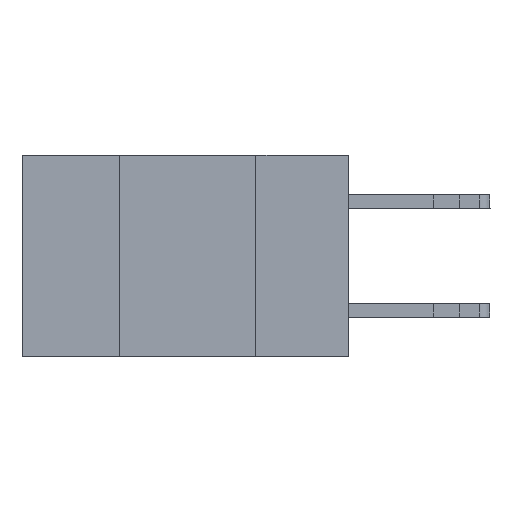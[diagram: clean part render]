
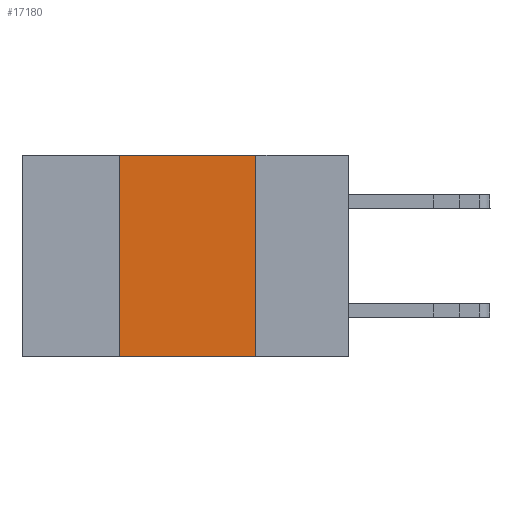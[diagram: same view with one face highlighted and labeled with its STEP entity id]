
A CAD part, left-side view. The second image highlights one B-rep face of the part: STEP entity #17180.
In plain terms, the highlighted planar face has unit normal (-1, 0, 0).
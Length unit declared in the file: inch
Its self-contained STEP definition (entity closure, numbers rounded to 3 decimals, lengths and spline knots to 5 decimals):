
#220 = CARTESIAN_POINT ( 'NONE',  ( 0., 0.6, -0.37 ) ) ;
#239 = VERTEX_POINT ( 'NONE', #19243 ) ;
#364 = CARTESIAN_POINT ( 'NONE',  ( 0., 0.42, -0.37 ) ) ;
#381 = EDGE_CURVE ( 'NONE', #5162, #17949, #13613, .T. ) ;
#1318 = VERTEX_POINT ( 'NONE', #10056 ) ;
#1916 = DIRECTION ( 'NONE',  ( 0., -1., 0. ) ) ;
#2019 = PLANE ( 'NONE',  #2904 ) ;
#2904 = AXIS2_PLACEMENT_3D ( 'NONE', #9039, #5747, #10777 ) ;
#3099 = ORIENTED_EDGE ( 'NONE', *, *, #7613, .F. ) ;
#3179 = CARTESIAN_POINT ( 'NONE',  ( 0., 0.42, 0. ) ) ;
#4117 = CARTESIAN_POINT ( 'NONE',  ( 0., 0.17, -0.37 ) ) ;
#5052 = ORIENTED_EDGE ( 'NONE', *, *, #10309, .F. ) ;
#5162 = VERTEX_POINT ( 'NONE', #8043 ) ;
#5747 = DIRECTION ( 'NONE',  ( 1., 0., 0. ) ) ;
#5789 = ORIENTED_EDGE ( 'NONE', *, *, #6605, .T. ) ;
#6298 = ORIENTED_EDGE ( 'NONE', *, *, #381, .F. ) ;
#6605 = EDGE_CURVE ( 'NONE', #5162, #1318, #13679, .T. ) ;
#7148 = VECTOR ( 'NONE', #10794, 39.37008 ) ;
#7227 = DIRECTION ( 'NONE',  ( 0., -1., 0. ) ) ;
#7613 = EDGE_CURVE ( 'NONE', #17949, #239, #16927, .T. ) ;
#8043 = CARTESIAN_POINT ( 'NONE',  ( 0., 0.42, -0.37 ) ) ;
#9039 = CARTESIAN_POINT ( 'NONE',  ( 0., 0.6, 0. ) ) ;
#10056 = CARTESIAN_POINT ( 'NONE',  ( 0., 0.17, -0.37 ) ) ;
#10309 = EDGE_CURVE ( 'NONE', #239, #1318, #17593, .T. ) ;
#10777 = DIRECTION ( 'NONE',  ( 0., 0., -1. ) ) ;
#10794 = DIRECTION ( 'NONE',  ( 0., 0., -1. ) ) ;
#11473 = VECTOR ( 'NONE', #15248, 39.37008 ) ;
#13613 = LINE ( 'NONE', #364, #11473 ) ;
#13679 = LINE ( 'NONE', #220, #21003 ) ;
#15248 = DIRECTION ( 'NONE',  ( 0., 0., 1. ) ) ;
#16927 = LINE ( 'NONE', #18781, #18255 ) ;
#17180 = ADVANCED_FACE ( 'NONE', ( #20734 ), #2019, .F. ) ;
#17593 = LINE ( 'NONE', #4117, #7148 ) ;
#17949 = VERTEX_POINT ( 'NONE', #3179 ) ;
#18255 = VECTOR ( 'NONE', #1916, 39.37008 ) ;
#18781 = CARTESIAN_POINT ( 'NONE',  ( 0., 0.6, 0. ) ) ;
#19243 = CARTESIAN_POINT ( 'NONE',  ( 0., 0.17, 0. ) ) ;
#19968 = EDGE_LOOP ( 'NONE', ( #5052, #3099, #6298, #5789 ) ) ;
#20734 = FACE_OUTER_BOUND ( 'NONE', #19968, .T. ) ;
#21003 = VECTOR ( 'NONE', #7227, 39.37008 ) ;
